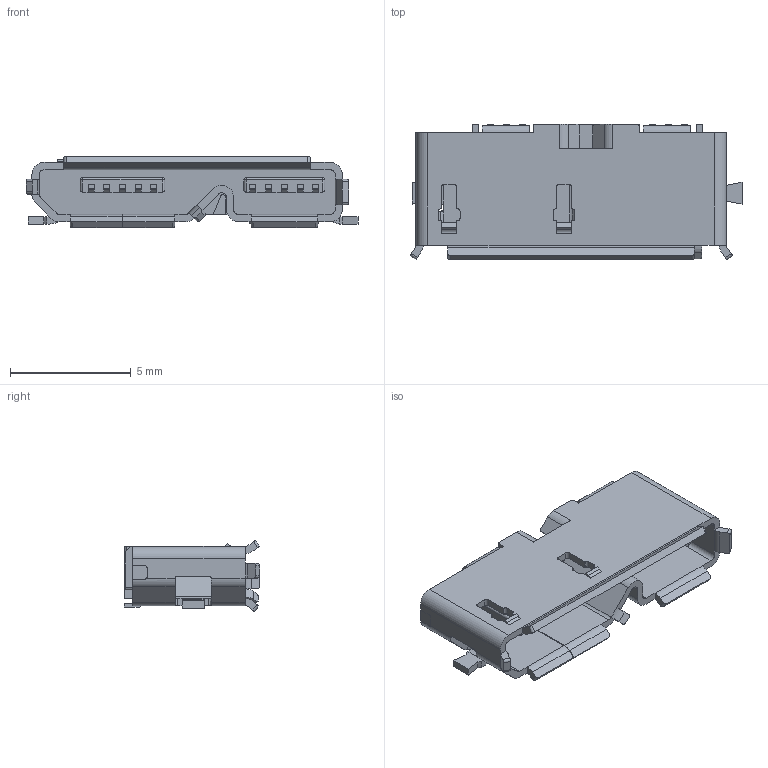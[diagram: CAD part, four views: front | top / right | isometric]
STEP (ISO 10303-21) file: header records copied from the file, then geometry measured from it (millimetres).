
FILE_DESCRIPTION(('FreeCAD Model'),'2;1');
FILE_NAME('Open CASCADE Shape Model','2024-03-20T10:57:27',('Author'),( ''),'Open CASCADE STEP processor 7.6','FreeCAD','Unknown');
FILE_SCHEMA(('AUTOMOTIVE_DESIGN { 1 0 10303 214 1 1 1 1 }'));
Length unit declared in the file: millimetre
Products named in the file (13): USB-SMD_692622030125; USB-SMD_692622030100; USB-SMD_692622030101; USB-SMD_692622030102; USB-SMD_692622030103; USB-SMD_692622030104; USB-SMD_692622030105; USB-SMD_692622030106; USB-SMD_692622030107; USB-SMD_692622030108; USB-SMD_692622030109; USB-SMD_692622030110; USB-SMD_692622030111
Assembly tree (12 placements, depth 2):
  USB-SMD_692622030125
    USB-SMD_692622030100
    USB-SMD_692622030101
    USB-SMD_692622030102
    USB-SMD_692622030103
    USB-SMD_692622030104
    USB-SMD_692622030105
    USB-SMD_692622030106
    USB-SMD_692622030107
    USB-SMD_692622030108
    USB-SMD_692622030109
    USB-SMD_692622030110
    USB-SMD_692622030111
Bounding box: 13.74 x 5.6 x 2.95 mm (x, y, z)
Volume: 76.1 mm3; surface area: 516.1 mm2
Topology: 12 solids, 12 shells, 835 faces, 2415 edges, 1565 vertices
Faces by surface type: plane 552, cylinder 263, bspline 16, sphere 4
Entity records: 28790 total; most frequent: CARTESIAN_POINT 5704, ORIENTED_EDGE 4822, DIRECTION 4550, EDGE_CURVE 2411, LINE 1848, VECTOR 1848, VERTEX_POINT 1565, AXIS2_PLACEMENT_3D 1351
